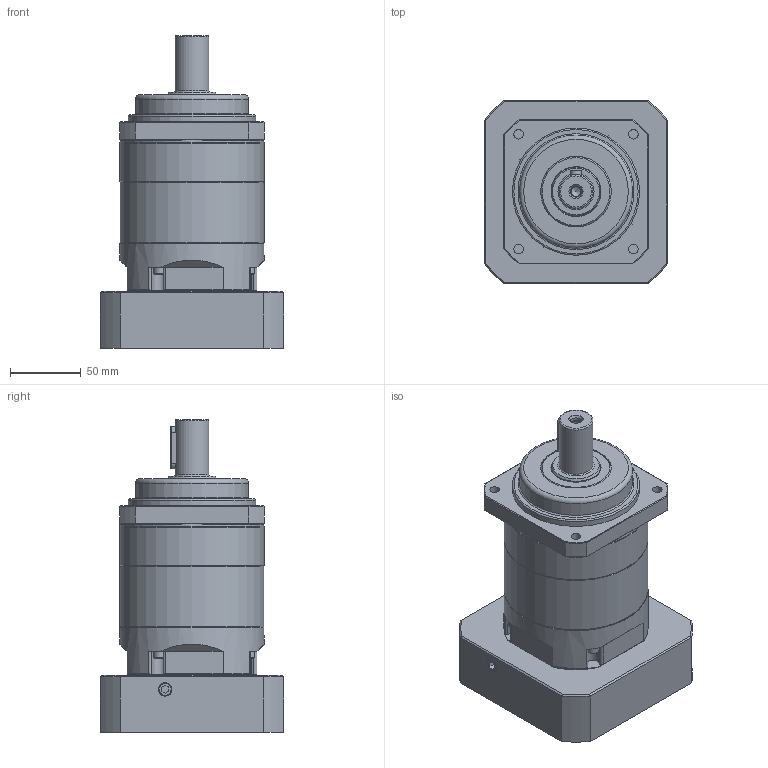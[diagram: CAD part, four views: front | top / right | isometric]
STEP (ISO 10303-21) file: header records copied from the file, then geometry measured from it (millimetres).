
FILE_DESCRIPTION((''),'2;1');
FILE_NAME('KFA100-2 (S24).stp','2013-11-14T10:47:51',('young'),(''),'Autodesk Inventor 2012','Autodesk Inventor 2012','');
FILE_SCHEMA(('AUTOMOTIVE_DESIGN { 1 0 10303 214 1 1 1 1 }'));
Length unit declared in the file: millimetre
Products named in the file (1): KFA100-2 (S24)
Bounding box: 130 x 130 x 221.5 mm (x, y, z)
Volume: 752450.3 mm3; surface area: 227474.6 mm2
Topology: 22 solids, 22 shells, 665 faces, 1764 edges, 1180 vertices
Faces by surface type: plane 299, cylinder 222, cone 108, torus 19, bspline 17
Full cylindrical faces by diameter (mm): 4.2 x5, 5 x8, 5.5 x4, 6 x80, 6.5 x1, 6.8 x13, 8 x1, 8.433 x2, 8.5 x4, 9.5 x2, 10 x5, 24 x2, 25 x1, 29.8 x1, 30 x1, 32 x1, 34.8 x1, 35 x1, 37 x1, 39 x1, 43 x1, 45 x3, 48 x1, 50 x2, 68 x1, 74 x1, 78 x2, 80 x1, 84 x1, 87 x1
Entity records: 37866 total; most frequent: CARTESIAN_POINT 24009, ORIENTED_EDGE 2928, DIRECTION 2660, EDGE_CURVE 1464, VERTEX_POINT 1131, AXIS2_PLACEMENT_3D 1068, EDGE_LOOP 839, FACE_OUTER_BOUND 585
